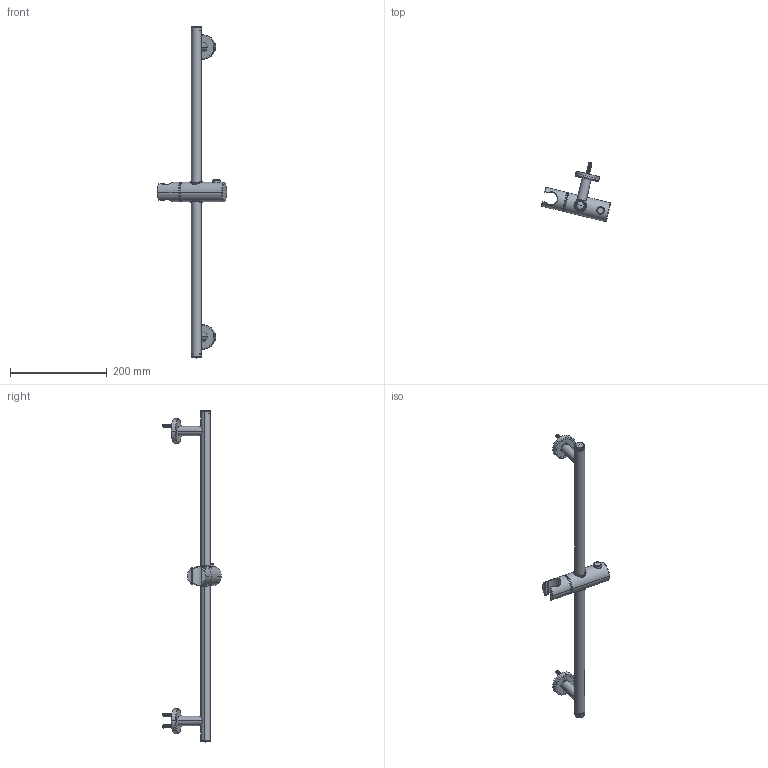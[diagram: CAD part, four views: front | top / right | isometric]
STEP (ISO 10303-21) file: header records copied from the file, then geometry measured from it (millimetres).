
FILE_DESCRIPTION((''),'2;1');
FILE_NAME('C39042_ASM','2023-08-28T09:20:19',('Admin'),(''),'CREO PARAMETRIC BY PTC INC, 2018050','CREO PARAMETRIC BY PTC INC, 2018050','');
FILE_SCHEMA(('CONFIG_CONTROL_DESIGN'));
Length unit declared in the file: millimetre
Products named in the file (16): C07642; C47121; R23336; C47122; C47123; S38167; S47124; S38169; P38168; S38175; P29082; P29019-2; P29019-3; P29019-4; P29082_ASM; C39042_ASM
Assembly tree (28 placements, depth 3):
  C39042_ASM
    C07642
    C47121  x2
    R23336  x2
    C47122  x2
    C47123  x2
    S38167  x2
    S47124  x2
    S38169  x4
    P38168  x4
    S38175  x2
    P29082_ASM
      P29082
      P29019-2
      P29019-3
      P29019-4
Bounding box: 143.2 x 122.21 x 687 mm (x, y, z)
Volume: 198800.3 mm3; surface area: 163531.2 mm2
Topology: 27 solids, 35 shells, 1233 faces, 3310 edges, 2152 vertices
Faces by surface type: plane 512, cylinder 485, bspline 144, cone 52, torus 30, sphere 8, extrusion 2
Entity records: 23987 total; most frequent: CARTESIAN_POINT 12721, ORIENTED_EDGE 2297, DIRECTION 2236, EDGE_CURVE 1157, AXIS2_PLACEMENT_3D 829, VERTEX_POINT 742, VECTOR 578, LINE 576
